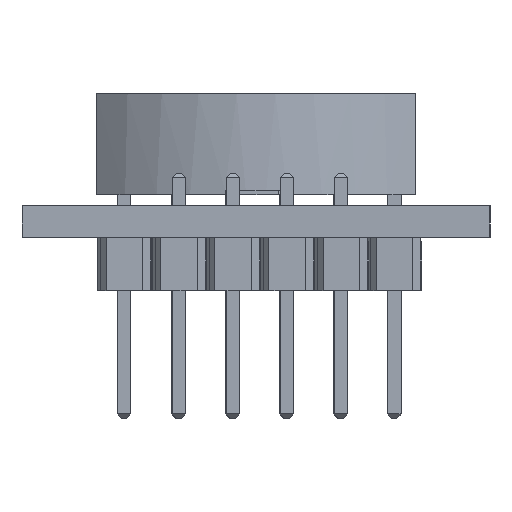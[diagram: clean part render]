
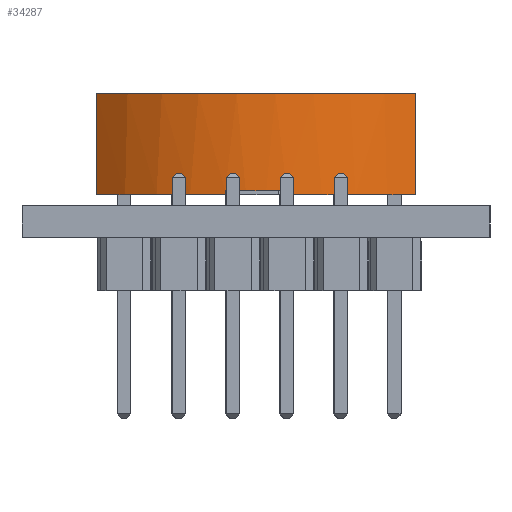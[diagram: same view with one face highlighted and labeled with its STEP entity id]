
A CAD part, left-side view. The second image highlights one B-rep face of the part: STEP entity #34287.
In plain terms, the highlighted cylindrical face has radius 11.303 mm (diameter 22.606 mm), a partial arc.
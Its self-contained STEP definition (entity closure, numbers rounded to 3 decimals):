
#32176 = PLANE('',#32177);
#32177 = AXIS2_PLACEMENT_3D('',#32178,#32179,#32180);
#32178 = CARTESIAN_POINT('',(18.,11.,2.203));
#32179 = DIRECTION('',(0.,0.,-1.));
#32180 = DIRECTION('',(0.,-1.,0.));
#32204 = PLANE('',#32205);
#32205 = AXIS2_PLACEMENT_3D('',#32206,#32207,#32208);
#32206 = CARTESIAN_POINT('',(10.967,12.45,2.));
#32207 = DIRECTION('',(0.,1.,0.));
#32208 = DIRECTION('',(-1.,0.,0.));
#32258 = PLANE('',#32259);
#32259 = AXIS2_PLACEMENT_3D('',#32260,#32261,#32262);
#32260 = CARTESIAN_POINT('',(10.967,9.55,2.));
#32261 = DIRECTION('',(0.,-1.,0.));
#32262 = DIRECTION('',(1.,0.,0.));
#32318 = PLANE('',#32319);
#32319 = AXIS2_PLACEMENT_3D('',#32320,#32321,#32322);
#32320 = CARTESIAN_POINT('',(18.,11.,2.));
#32321 = DIRECTION('',(0.,0.,1.));
#32322 = DIRECTION('',(0.,1.,0.));
#32830 = PLANE('',#32831);
#32831 = AXIS2_PLACEMENT_3D('',#32832,#32833,#32834);
#32832 = CARTESIAN_POINT('',(18.,11.,6.75));
#32833 = DIRECTION('',(0.,0.,1.));
#32834 = DIRECTION('',(0.,1.,0.));
#32945 = VERTEX_POINT('',#32946);
#32946 = CARTESIAN_POINT('',(9.538,18.493,6.75));
#32960 = PLANE('',#32961);
#32961 = AXIS2_PLACEMENT_3D('',#32962,#32963,#32964);
#32962 = CARTESIAN_POINT('',(9.538,18.493,6.75));
#32963 = DIRECTION('',(0.,-1.,0.));
#32964 = DIRECTION('',(1.,0.,0.));
#32972 = EDGE_CURVE('',#32945,#32973,#32975,.T.);
#32973 = VERTEX_POINT('',#32974);
#32974 = CARTESIAN_POINT('',(9.538,3.507,6.75));
#32975 = SURFACE_CURVE('',#32976,(#32981,#32988),.PCURVE_S1.);
#32976 = CIRCLE('',#32977,11.303);
#32977 = AXIS2_PLACEMENT_3D('',#32978,#32979,#32980);
#32978 = CARTESIAN_POINT('',(18.,11.,6.75));
#32979 = DIRECTION('',(0.,0.,1.));
#32980 = DIRECTION('',(0.,-1.,0.));
#32981 = PCURVE('',#32830,#32982);
#32982 = DEFINITIONAL_REPRESENTATION('',(#32983),#32987);
#32983 = CIRCLE('',#32984,11.303);
#32984 = AXIS2_PLACEMENT_2D('',#32985,#32986);
#32985 = CARTESIAN_POINT('',(0.,0.));
#32986 = DIRECTION('',(-1.,0.));
#32987 = ( GEOMETRIC_REPRESENTATION_CONTEXT(2) 
PARAMETRIC_REPRESENTATION_CONTEXT() REPRESENTATION_CONTEXT('2D SPACE',''
  ) );
#32988 = PCURVE('',#32989,#32994);
#32989 = CYLINDRICAL_SURFACE('',#32990,11.303);
#32990 = AXIS2_PLACEMENT_3D('',#32991,#32992,#32993);
#32991 = CARTESIAN_POINT('',(18.,11.,6.75));
#32992 = DIRECTION('',(0.,0.,-1.));
#32993 = DIRECTION('',(0.,-1.,0.));
#32994 = DEFINITIONAL_REPRESENTATION('',(#32995),#32999);
#32995 = LINE('',#32996,#32997);
#32996 = CARTESIAN_POINT('',(6.283,0.));
#32997 = VECTOR('',#32998,1.);
#32998 = DIRECTION('',(-1.,0.));
#32999 = ( GEOMETRIC_REPRESENTATION_CONTEXT(2) 
PARAMETRIC_REPRESENTATION_CONTEXT() REPRESENTATION_CONTEXT('2D SPACE',''
  ) );
#33017 = PLANE('',#33018);
#33018 = AXIS2_PLACEMENT_3D('',#33019,#33020,#33021);
#33019 = CARTESIAN_POINT('',(26.462,3.507,6.75));
#33020 = DIRECTION('',(0.,1.,0.));
#33021 = DIRECTION('',(-1.,0.,0.));
#34245 = VERTEX_POINT('',#34246);
#34246 = CARTESIAN_POINT('',(9.538,18.493,2.));
#34267 = EDGE_CURVE('',#32945,#34245,#34268,.T.);
#34268 = SURFACE_CURVE('',#34269,(#34273,#34280),.PCURVE_S1.);
#34269 = LINE('',#34270,#34271);
#34270 = CARTESIAN_POINT('',(9.538,18.493,6.75));
#34271 = VECTOR('',#34272,1.);
#34272 = DIRECTION('',(0.,0.,-1.));
#34273 = PCURVE('',#32960,#34274);
#34274 = DEFINITIONAL_REPRESENTATION('',(#34275),#34279);
#34275 = LINE('',#34276,#34277);
#34276 = CARTESIAN_POINT('',(0.,0.));
#34277 = VECTOR('',#34278,1.);
#34278 = DIRECTION('',(0.,-1.));
#34279 = ( GEOMETRIC_REPRESENTATION_CONTEXT(2) 
PARAMETRIC_REPRESENTATION_CONTEXT() REPRESENTATION_CONTEXT('2D SPACE',''
  ) );
#34280 = PCURVE('',#32989,#34281);
#34281 = DEFINITIONAL_REPRESENTATION('',(#34282),#34286);
#34282 = LINE('',#34283,#34284);
#34283 = CARTESIAN_POINT('',(2.296,0.));
#34284 = VECTOR('',#34285,1.);
#34285 = DIRECTION('',(0.,1.));
#34286 = ( GEOMETRIC_REPRESENTATION_CONTEXT(2) 
PARAMETRIC_REPRESENTATION_CONTEXT() REPRESENTATION_CONTEXT('2D SPACE',''
  ) );
#34287 = ADVANCED_FACE('',(#34288),#32989,.T.);
#34288 = FACE_BOUND('',#34289,.T.);
#34289 = EDGE_LOOP('',(#34290,#34314,#34337,#34361,#34384,#34408,#34429,
    #34430));
#34290 = ORIENTED_EDGE('',*,*,#34291,.T.);
#34291 = EDGE_CURVE('',#34245,#34292,#34294,.T.);
#34292 = VERTEX_POINT('',#34293);
#34293 = CARTESIAN_POINT('',(6.79,12.45,2.));
#34294 = SURFACE_CURVE('',#34295,(#34300,#34307),.PCURVE_S1.);
#34295 = CIRCLE('',#34296,11.303);
#34296 = AXIS2_PLACEMENT_3D('',#34297,#34298,#34299);
#34297 = CARTESIAN_POINT('',(18.,11.,2.));
#34298 = DIRECTION('',(0.,0.,1.));
#34299 = DIRECTION('',(0.,-1.,0.));
#34300 = PCURVE('',#32989,#34301);
#34301 = DEFINITIONAL_REPRESENTATION('',(#34302),#34306);
#34302 = LINE('',#34303,#34304);
#34303 = CARTESIAN_POINT('',(6.283,4.75));
#34304 = VECTOR('',#34305,1.);
#34305 = DIRECTION('',(-1.,0.));
#34306 = ( GEOMETRIC_REPRESENTATION_CONTEXT(2) 
PARAMETRIC_REPRESENTATION_CONTEXT() REPRESENTATION_CONTEXT('2D SPACE',''
  ) );
#34307 = PCURVE('',#32318,#34308);
#34308 = DEFINITIONAL_REPRESENTATION('',(#34309),#34313);
#34309 = CIRCLE('',#34310,11.303);
#34310 = AXIS2_PLACEMENT_2D('',#34311,#34312);
#34311 = CARTESIAN_POINT('',(0.,0.));
#34312 = DIRECTION('',(-1.,0.));
#34313 = ( GEOMETRIC_REPRESENTATION_CONTEXT(2) 
PARAMETRIC_REPRESENTATION_CONTEXT() REPRESENTATION_CONTEXT('2D SPACE',''
  ) );
#34314 = ORIENTED_EDGE('',*,*,#34315,.T.);
#34315 = EDGE_CURVE('',#34292,#34316,#34318,.T.);
#34316 = VERTEX_POINT('',#34317);
#34317 = CARTESIAN_POINT('',(6.79,12.45,2.203));
#34318 = SURFACE_CURVE('',#34319,(#34323,#34330),.PCURVE_S1.);
#34319 = LINE('',#34320,#34321);
#34320 = CARTESIAN_POINT('',(6.79,12.45,6.75));
#34321 = VECTOR('',#34322,1.);
#34322 = DIRECTION('',(0.,0.,1.));
#34323 = PCURVE('',#32989,#34324);
#34324 = DEFINITIONAL_REPRESENTATION('',(#34325),#34329);
#34325 = LINE('',#34326,#34327);
#34326 = CARTESIAN_POINT('',(1.699,0.));
#34327 = VECTOR('',#34328,1.);
#34328 = DIRECTION('',(0.,-1.));
#34329 = ( GEOMETRIC_REPRESENTATION_CONTEXT(2) 
PARAMETRIC_REPRESENTATION_CONTEXT() REPRESENTATION_CONTEXT('2D SPACE',''
  ) );
#34330 = PCURVE('',#32204,#34331);
#34331 = DEFINITIONAL_REPRESENTATION('',(#34332),#34336);
#34332 = LINE('',#34333,#34334);
#34333 = CARTESIAN_POINT('',(4.177,4.75));
#34334 = VECTOR('',#34335,1.);
#34335 = DIRECTION('',(0.,1.));
#34336 = ( GEOMETRIC_REPRESENTATION_CONTEXT(2) 
PARAMETRIC_REPRESENTATION_CONTEXT() REPRESENTATION_CONTEXT('2D SPACE',''
  ) );
#34337 = ORIENTED_EDGE('',*,*,#34338,.F.);
#34338 = EDGE_CURVE('',#34339,#34316,#34341,.T.);
#34339 = VERTEX_POINT('',#34340);
#34340 = CARTESIAN_POINT('',(6.79,9.55,2.203));
#34341 = SURFACE_CURVE('',#34342,(#34347,#34354),.PCURVE_S1.);
#34342 = CIRCLE('',#34343,11.303);
#34343 = AXIS2_PLACEMENT_3D('',#34344,#34345,#34346);
#34344 = CARTESIAN_POINT('',(18.,11.,2.203));
#34345 = DIRECTION('',(0.,0.,-1.));
#34346 = DIRECTION('',(0.,-1.,0.));
#34347 = PCURVE('',#32989,#34348);
#34348 = DEFINITIONAL_REPRESENTATION('',(#34349),#34353);
#34349 = LINE('',#34350,#34351);
#34350 = CARTESIAN_POINT('',(0.,4.547));
#34351 = VECTOR('',#34352,1.);
#34352 = DIRECTION('',(1.,0.));
#34353 = ( GEOMETRIC_REPRESENTATION_CONTEXT(2) 
PARAMETRIC_REPRESENTATION_CONTEXT() REPRESENTATION_CONTEXT('2D SPACE',''
  ) );
#34354 = PCURVE('',#32176,#34355);
#34355 = DEFINITIONAL_REPRESENTATION('',(#34356),#34360);
#34356 = CIRCLE('',#34357,11.303);
#34357 = AXIS2_PLACEMENT_2D('',#34358,#34359);
#34358 = CARTESIAN_POINT('',(0.,0.));
#34359 = DIRECTION('',(1.,0.));
#34360 = ( GEOMETRIC_REPRESENTATION_CONTEXT(2) 
PARAMETRIC_REPRESENTATION_CONTEXT() REPRESENTATION_CONTEXT('2D SPACE',''
  ) );
#34361 = ORIENTED_EDGE('',*,*,#34362,.T.);
#34362 = EDGE_CURVE('',#34339,#34363,#34365,.T.);
#34363 = VERTEX_POINT('',#34364);
#34364 = CARTESIAN_POINT('',(6.79,9.55,2.));
#34365 = SURFACE_CURVE('',#34366,(#34370,#34377),.PCURVE_S1.);
#34366 = LINE('',#34367,#34368);
#34367 = CARTESIAN_POINT('',(6.79,9.55,6.75));
#34368 = VECTOR('',#34369,1.);
#34369 = DIRECTION('',(0.,0.,-1.));
#34370 = PCURVE('',#32989,#34371);
#34371 = DEFINITIONAL_REPRESENTATION('',(#34372),#34376);
#34372 = LINE('',#34373,#34374);
#34373 = CARTESIAN_POINT('',(1.442,0.));
#34374 = VECTOR('',#34375,1.);
#34375 = DIRECTION('',(0.,1.));
#34376 = ( GEOMETRIC_REPRESENTATION_CONTEXT(2) 
PARAMETRIC_REPRESENTATION_CONTEXT() REPRESENTATION_CONTEXT('2D SPACE',''
  ) );
#34377 = PCURVE('',#32258,#34378);
#34378 = DEFINITIONAL_REPRESENTATION('',(#34379),#34383);
#34379 = LINE('',#34380,#34381);
#34380 = CARTESIAN_POINT('',(-4.177,4.75));
#34381 = VECTOR('',#34382,1.);
#34382 = DIRECTION('',(0.,-1.));
#34383 = ( GEOMETRIC_REPRESENTATION_CONTEXT(2) 
PARAMETRIC_REPRESENTATION_CONTEXT() REPRESENTATION_CONTEXT('2D SPACE',''
  ) );
#34384 = ORIENTED_EDGE('',*,*,#34385,.T.);
#34385 = EDGE_CURVE('',#34363,#34386,#34388,.T.);
#34386 = VERTEX_POINT('',#34387);
#34387 = CARTESIAN_POINT('',(9.538,3.507,2.));
#34388 = SURFACE_CURVE('',#34389,(#34394,#34401),.PCURVE_S1.);
#34389 = CIRCLE('',#34390,11.303);
#34390 = AXIS2_PLACEMENT_3D('',#34391,#34392,#34393);
#34391 = CARTESIAN_POINT('',(18.,11.,2.));
#34392 = DIRECTION('',(0.,0.,1.));
#34393 = DIRECTION('',(0.,-1.,0.));
#34394 = PCURVE('',#32989,#34395);
#34395 = DEFINITIONAL_REPRESENTATION('',(#34396),#34400);
#34396 = LINE('',#34397,#34398);
#34397 = CARTESIAN_POINT('',(6.283,4.75));
#34398 = VECTOR('',#34399,1.);
#34399 = DIRECTION('',(-1.,0.));
#34400 = ( GEOMETRIC_REPRESENTATION_CONTEXT(2) 
PARAMETRIC_REPRESENTATION_CONTEXT() REPRESENTATION_CONTEXT('2D SPACE',''
  ) );
#34401 = PCURVE('',#32318,#34402);
#34402 = DEFINITIONAL_REPRESENTATION('',(#34403),#34407);
#34403 = CIRCLE('',#34404,11.303);
#34404 = AXIS2_PLACEMENT_2D('',#34405,#34406);
#34405 = CARTESIAN_POINT('',(0.,0.));
#34406 = DIRECTION('',(-1.,0.));
#34407 = ( GEOMETRIC_REPRESENTATION_CONTEXT(2) 
PARAMETRIC_REPRESENTATION_CONTEXT() REPRESENTATION_CONTEXT('2D SPACE',''
  ) );
#34408 = ORIENTED_EDGE('',*,*,#34409,.F.);
#34409 = EDGE_CURVE('',#32973,#34386,#34410,.T.);
#34410 = SURFACE_CURVE('',#34411,(#34415,#34422),.PCURVE_S1.);
#34411 = LINE('',#34412,#34413);
#34412 = CARTESIAN_POINT('',(9.538,3.507,6.75));
#34413 = VECTOR('',#34414,1.);
#34414 = DIRECTION('',(0.,0.,-1.));
#34415 = PCURVE('',#32989,#34416);
#34416 = DEFINITIONAL_REPRESENTATION('',(#34417),#34421);
#34417 = LINE('',#34418,#34419);
#34418 = CARTESIAN_POINT('',(0.846,0.));
#34419 = VECTOR('',#34420,1.);
#34420 = DIRECTION('',(0.,1.));
#34421 = ( GEOMETRIC_REPRESENTATION_CONTEXT(2) 
PARAMETRIC_REPRESENTATION_CONTEXT() REPRESENTATION_CONTEXT('2D SPACE',''
  ) );
#34422 = PCURVE('',#33017,#34423);
#34423 = DEFINITIONAL_REPRESENTATION('',(#34424),#34428);
#34424 = LINE('',#34425,#34426);
#34425 = CARTESIAN_POINT('',(16.925,0.));
#34426 = VECTOR('',#34427,1.);
#34427 = DIRECTION('',(0.,-1.));
#34428 = ( GEOMETRIC_REPRESENTATION_CONTEXT(2) 
PARAMETRIC_REPRESENTATION_CONTEXT() REPRESENTATION_CONTEXT('2D SPACE',''
  ) );
#34429 = ORIENTED_EDGE('',*,*,#32972,.F.);
#34430 = ORIENTED_EDGE('',*,*,#34267,.T.);
